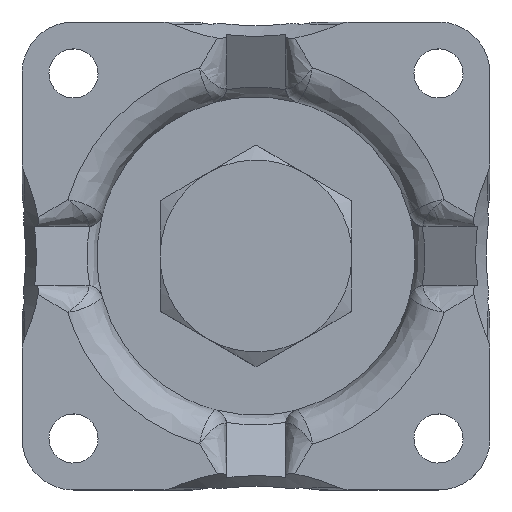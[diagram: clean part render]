
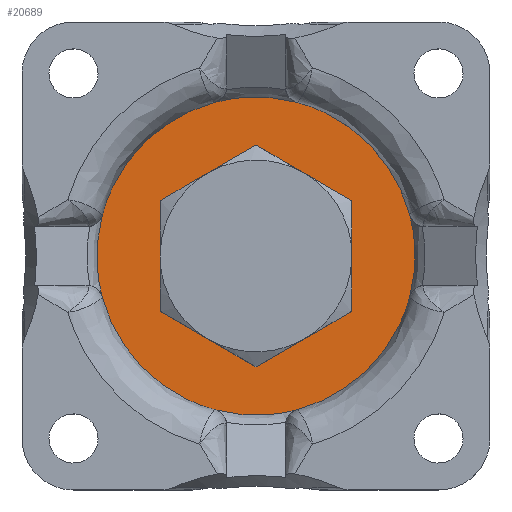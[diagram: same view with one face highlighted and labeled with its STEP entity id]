
A CAD part, top view. The second image highlights one B-rep face of the part: STEP entity #20689.
In plain terms, the highlighted free-form (B-spline) face has degree [1, 1] with [2, 2] control points.
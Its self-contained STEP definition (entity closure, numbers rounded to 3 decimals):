
#6095=CARTESIAN_POINT('',(-0.785,9.969,5.0));
#6096=VERTEX_POINT('',#6095);
#6102=CARTESIAN_POINT('',(-10.0,0.0,5.0));
#6103=VERTEX_POINT('',#6102);
#6104=CARTESIAN_POINT('',(-10.0,0.0,5.0));
#6105=CARTESIAN_POINT('',(-10.0,9.244,5.));
#6106=CARTESIAN_POINT('',(-0.785,9.969,5.));
#6114=(BOUNDED_CURVE()B_SPLINE_CURVE(2,(#6104,#6105,#6106),.UNSPECIFIED.,.F.,.U.)B_SPLINE_CURVE_WITH_KNOTS((3,3),(0.0,0.236),.UNSPECIFIED.)CURVE()GEOMETRIC_REPRESENTATION_ITEM()RATIONAL_B_SPLINE_CURVE((1.0,0.723,0.97))REPRESENTATION_ITEM(''));
#6115=EDGE_CURVE('',#6103,#6096,#6114,.T.);
#6117=CARTESIAN_POINT('',(0.785,-9.969,5.0));
#6118=VERTEX_POINT('',#6117);
#6119=CARTESIAN_POINT('',(0.785,-9.969,5.));
#6120=CARTESIAN_POINT('',(0.393,-10.,5.));
#6121=CARTESIAN_POINT('',(0.0,-10.0,5.0));
#6122=CARTESIAN_POINT('',(-10.,-10.,5.));
#6123=CARTESIAN_POINT('',(-10.0,0.0,5.0));
#6131=(BOUNDED_CURVE()B_SPLINE_CURVE(2,(#6119,#6120,#6121,#6122,#6123),.UNSPECIFIED.,.F.,.U.)B_SPLINE_CURVE_WITH_KNOTS((3,2,3),(0.736,0.75,1.0),.UNSPECIFIED.)CURVE()GEOMETRIC_REPRESENTATION_ITEM()RATIONAL_B_SPLINE_CURVE((0.97,0.984,1.0,0.707,1.0))REPRESENTATION_ITEM(''));
#6132=EDGE_CURVE('',#6118,#6103,#6131,.T.);
#6164=CARTESIAN_POINT('',(10.0,0.0,5.0));
#6165=VERTEX_POINT('',#6164);
#6166=CARTESIAN_POINT('',(10.0,0.0,5.0));
#6167=CARTESIAN_POINT('',(10.0,-9.244,5.));
#6168=CARTESIAN_POINT('',(0.785,-9.969,5.));
#6176=(BOUNDED_CURVE()B_SPLINE_CURVE(2,(#6166,#6167,#6168),.UNSPECIFIED.,.F.,.U.)B_SPLINE_CURVE_WITH_KNOTS((3,3),(0.5,0.736),.UNSPECIFIED.)CURVE()GEOMETRIC_REPRESENTATION_ITEM()RATIONAL_B_SPLINE_CURVE((1.0,0.723,0.97))REPRESENTATION_ITEM(''));
#6177=EDGE_CURVE('',#6165,#6118,#6176,.T.);
#6179=CARTESIAN_POINT('',(-0.785,9.969,5.));
#6180=CARTESIAN_POINT('',(-0.393,10.,5.));
#6181=CARTESIAN_POINT('',(0.0,10.0,5.0));
#6182=CARTESIAN_POINT('',(10.,10.,5.));
#6183=CARTESIAN_POINT('',(10.0,0.0,5.0));
#6191=(BOUNDED_CURVE()B_SPLINE_CURVE(2,(#6179,#6180,#6181,#6182,#6183),.UNSPECIFIED.,.F.,.U.)B_SPLINE_CURVE_WITH_KNOTS((3,2,3),(0.236,0.25,0.5),.UNSPECIFIED.)CURVE()GEOMETRIC_REPRESENTATION_ITEM()RATIONAL_B_SPLINE_CURVE((0.97,0.984,1.0,0.707,1.0))REPRESENTATION_ITEM(''));
#6192=EDGE_CURVE('',#6096,#6165,#6191,.T.);
#17411=CARTESIAN_POINT('',(-32.831,-8.84,5.0));
#17412=VERTEX_POINT('',#17411);
#17705=CARTESIAN_POINT('',(-32.831,8.84,5.0));
#17706=VERTEX_POINT('',#17705);
#18035=CARTESIAN_POINT('',(-8.84,32.831,5.0));
#18036=VERTEX_POINT('',#18035);
#18329=CARTESIAN_POINT('',(8.84,32.831,5.0));
#18330=VERTEX_POINT('',#18329);
#18659=CARTESIAN_POINT('',(32.831,8.84,5.0));
#18660=VERTEX_POINT('',#18659);
#18953=CARTESIAN_POINT('',(32.831,-8.84,5.0));
#18954=VERTEX_POINT('',#18953);
#19283=CARTESIAN_POINT('',(8.84,-32.831,5.0));
#19284=VERTEX_POINT('',#19283);
#19577=CARTESIAN_POINT('',(-8.84,-32.831,5.0));
#19578=VERTEX_POINT('',#19577);
#19984=CARTESIAN_POINT('',(-32.831,8.84,5.0));
#19985=CARTESIAN_POINT('',(-35.211,0.,5.0));
#19986=CARTESIAN_POINT('',(-32.831,-8.84,5.0));
#19994=(BOUNDED_CURVE()B_SPLINE_CURVE(2,(#19984,#19985,#19986),.UNSPECIFIED.,.F.,.U.)CURVE()GEOMETRIC_REPRESENTATION_ITEM()QUASI_UNIFORM_CURVE()RATIONAL_B_SPLINE_CURVE((1.0,0.966,1.0))REPRESENTATION_ITEM(''));
#19995=EDGE_CURVE('',#17706,#17412,#19994,.T.);
#20111=CARTESIAN_POINT('',(8.84,32.831,5.0));
#20112=CARTESIAN_POINT('',(0.,35.211,5.0));
#20113=CARTESIAN_POINT('',(-8.84,32.831,5.0));
#20121=(BOUNDED_CURVE()B_SPLINE_CURVE(2,(#20111,#20112,#20113),.UNSPECIFIED.,.F.,.U.)CURVE()GEOMETRIC_REPRESENTATION_ITEM()QUASI_UNIFORM_CURVE()RATIONAL_B_SPLINE_CURVE((1.0,0.966,1.0))REPRESENTATION_ITEM(''));
#20122=EDGE_CURVE('',#18330,#18036,#20121,.T.);
#20238=CARTESIAN_POINT('',(32.831,-8.84,5.0));
#20239=CARTESIAN_POINT('',(35.211,0.,5.0));
#20240=CARTESIAN_POINT('',(32.831,8.84,5.0));
#20248=(BOUNDED_CURVE()B_SPLINE_CURVE(2,(#20238,#20239,#20240),.UNSPECIFIED.,.F.,.U.)CURVE()GEOMETRIC_REPRESENTATION_ITEM()QUASI_UNIFORM_CURVE()RATIONAL_B_SPLINE_CURVE((1.0,0.966,1.0))REPRESENTATION_ITEM(''));
#20249=EDGE_CURVE('',#18954,#18660,#20248,.T.);
#20365=CARTESIAN_POINT('',(-8.84,-32.831,5.0));
#20366=CARTESIAN_POINT('',(0.,-35.211,5.0));
#20367=CARTESIAN_POINT('',(8.84,-32.831,5.0));
#20375=(BOUNDED_CURVE()B_SPLINE_CURVE(2,(#20365,#20366,#20367),.UNSPECIFIED.,.F.,.U.)CURVE()GEOMETRIC_REPRESENTATION_ITEM()QUASI_UNIFORM_CURVE()RATIONAL_B_SPLINE_CURVE((1.0,0.966,1.0))REPRESENTATION_ITEM(''));
#20376=EDGE_CURVE('',#19578,#19284,#20375,.T.);
#20544=CARTESIAN_POINT('',(-32.831,-8.84,5.0));
#20545=CARTESIAN_POINT('',(-27.741,-27.741,5.));
#20546=CARTESIAN_POINT('',(-8.84,-32.831,5.0));
#20554=(BOUNDED_CURVE()B_SPLINE_CURVE(2,(#20544,#20545,#20546),.UNSPECIFIED.,.F.,.U.)CURVE()GEOMETRIC_REPRESENTATION_ITEM()QUASI_UNIFORM_CURVE()RATIONAL_B_SPLINE_CURVE((1.0,0.867,1.0))REPRESENTATION_ITEM(''));
#20555=EDGE_CURVE('',#17412,#19578,#20554,.T.);
#20577=CARTESIAN_POINT('',(-8.84,32.831,5.0));
#20578=CARTESIAN_POINT('',(-27.741,27.741,5.0));
#20579=CARTESIAN_POINT('',(-32.831,8.84,5.0));
#20587=(BOUNDED_CURVE()B_SPLINE_CURVE(2,(#20577,#20578,#20579),.UNSPECIFIED.,.F.,.U.)CURVE()GEOMETRIC_REPRESENTATION_ITEM()QUASI_UNIFORM_CURVE()RATIONAL_B_SPLINE_CURVE((1.0,0.867,1.0))REPRESENTATION_ITEM(''));
#20588=EDGE_CURVE('',#18036,#17706,#20587,.T.);
#20612=CARTESIAN_POINT('',(32.831,8.84,5.0));
#20613=CARTESIAN_POINT('',(27.741,27.741,5.));
#20614=CARTESIAN_POINT('',(8.84,32.831,5.0));
#20622=(BOUNDED_CURVE()B_SPLINE_CURVE(2,(#20612,#20613,#20614),.UNSPECIFIED.,.F.,.U.)CURVE()GEOMETRIC_REPRESENTATION_ITEM()QUASI_UNIFORM_CURVE()RATIONAL_B_SPLINE_CURVE((1.0,0.867,1.0))REPRESENTATION_ITEM(''));
#20623=EDGE_CURVE('',#18660,#18330,#20622,.T.);
#20647=CARTESIAN_POINT('',(8.84,-32.831,5.0));
#20648=CARTESIAN_POINT('',(27.741,-27.741,5.0));
#20649=CARTESIAN_POINT('',(32.831,-8.84,5.0));
#20657=(BOUNDED_CURVE()B_SPLINE_CURVE(2,(#20647,#20648,#20649),.UNSPECIFIED.,.F.,.U.)CURVE()GEOMETRIC_REPRESENTATION_ITEM()QUASI_UNIFORM_CURVE()RATIONAL_B_SPLINE_CURVE((1.0,0.867,1.0))REPRESENTATION_ITEM(''));
#20658=EDGE_CURVE('',#19284,#18954,#20657,.T.);
#20668=CARTESIAN_POINT('',(-37.397,37.397,5.0));
#20669=CARTESIAN_POINT('',(37.397,37.397,5.0));
#20670=CARTESIAN_POINT('',(-37.397,-37.397,5.0));
#20671=CARTESIAN_POINT('',(37.397,-37.397,5.0));
#20672=B_SPLINE_SURFACE_WITH_KNOTS('',1,1,((#20668,#20670),(#20669,#20671)),.UNSPECIFIED.,.F.,.F.,.U.,(2,2),(2,2),(0.0,74.793),(0.0,74.793),.UNSPECIFIED.);
#20673=ORIENTED_EDGE('',*,*,#19995,.T.);
#20674=ORIENTED_EDGE('',*,*,#20555,.T.);
#20675=ORIENTED_EDGE('',*,*,#20376,.T.);
#20676=ORIENTED_EDGE('',*,*,#20658,.T.);
#20677=ORIENTED_EDGE('',*,*,#20249,.T.);
#20678=ORIENTED_EDGE('',*,*,#20623,.T.);
#20679=ORIENTED_EDGE('',*,*,#20122,.T.);
#20680=ORIENTED_EDGE('',*,*,#20588,.T.);
#20681=EDGE_LOOP('',(#20673,#20674,#20675,#20676,#20677,#20678,#20679,#20680));
#20682=FACE_OUTER_BOUND('',#20681,.T.);
#20683=ORIENTED_EDGE('',*,*,#6177,.T.);
#20684=ORIENTED_EDGE('',*,*,#6132,.T.);
#20685=ORIENTED_EDGE('',*,*,#6115,.T.);
#20686=ORIENTED_EDGE('',*,*,#6192,.T.);
#20687=EDGE_LOOP('',(#20683,#20684,#20685,#20686));
#20688=FACE_BOUND('',#20687,.T.);
#20689=ADVANCED_FACE('',(#20682,#20688),#20672,.F.);
